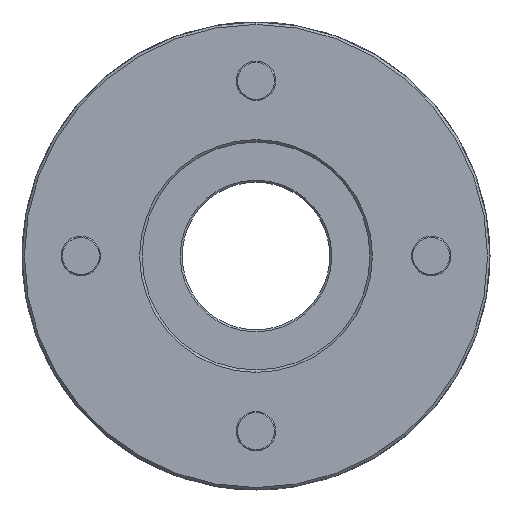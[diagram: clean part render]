
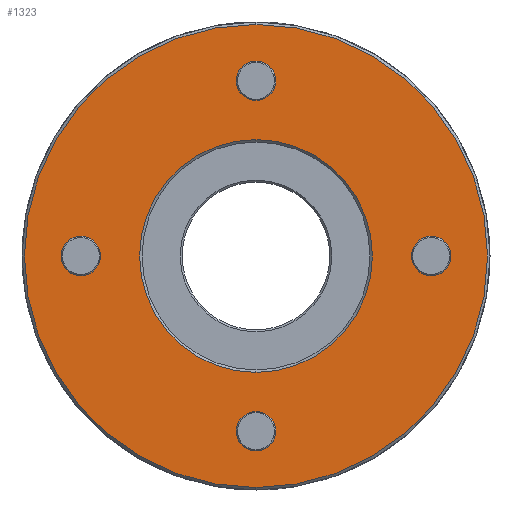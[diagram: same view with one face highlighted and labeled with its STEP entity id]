
A CAD part, left-side view. The second image highlights one B-rep face of the part: STEP entity #1323.
In plain terms, the highlighted planar face has unit normal (-1, 0, 0).
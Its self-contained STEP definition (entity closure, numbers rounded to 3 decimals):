
#263 = VERTEX_POINT ( 'NONE', #4790 ) ;
#264 = VERTEX_POINT ( 'NONE', #4797 ) ;
#600 = VERTEX_POINT ( 'NONE', #5006 ) ;
#601 = VERTEX_POINT ( 'NONE', #5007 ) ;
#604 = VERTEX_POINT ( 'NONE', #5010 ) ;
#605 = VERTEX_POINT ( 'NONE', #5011 ) ;
#608 = VERTEX_POINT ( 'NONE', #5014 ) ;
#609 = VERTEX_POINT ( 'NONE', #5015 ) ;
#614 = VERTEX_POINT ( 'NONE', #5020 ) ;
#615 = VERTEX_POINT ( 'NONE', #5021 ) ;
#620 = VERTEX_POINT ( 'NONE', #5026 ) ;
#621 = VERTEX_POINT ( 'NONE', #5027 ) ;
#1323 = ADVANCED_FACE ( 'NONE', ( #5588, #5596, #5598, #5600, #5590, #5592 ), #7157, .T. ) ;
#1561 = EDGE_CURVE ( 'NONE', #264, #263, #7571, .T. ) ;
#1574 = EDGE_CURVE ( 'NONE', #604, #605, #7583, .T. ) ;
#1577 = EDGE_CURVE ( 'NONE', #600, #601, #8542, .T. ) ;
#1578 = EDGE_CURVE ( 'NONE', #608, #609, #8544, .T. ) ;
#1590 = EDGE_CURVE ( 'NONE', #621, #620, #8562, .T. ) ;
#1596 = EDGE_CURVE ( 'NONE', #614, #615, #8571, .T. ) ;
#1602 = EDGE_CURVE ( 'NONE', #620, #621, #8580, .T. ) ;
#1609 = EDGE_CURVE ( 'NONE', #609, #608, #8586, .T. ) ;
#1610 = EDGE_CURVE ( 'NONE', #605, #604, #8587, .T. ) ;
#1611 = EDGE_CURVE ( 'NONE', #263, #264, #8588, .T. ) ;
#1612 = EDGE_CURVE ( 'NONE', #601, #600, #8589, .T. ) ;
#1613 = EDGE_CURVE ( 'NONE', #615, #614, #8590, .T. ) ;
#2396 = ORIENTED_EDGE ( 'NONE', *, *, #1611, .F. ) ;
#2397 = ORIENTED_EDGE ( 'NONE', *, *, #1561, .F. ) ;
#2398 = ORIENTED_EDGE ( 'NONE', *, *, #1612, .F. ) ;
#2399 = ORIENTED_EDGE ( 'NONE', *, *, #1577, .F. ) ;
#2400 = ORIENTED_EDGE ( 'NONE', *, *, #1610, .F. ) ;
#2401 = ORIENTED_EDGE ( 'NONE', *, *, #1574, .F. ) ;
#2402 = ORIENTED_EDGE ( 'NONE', *, *, #1609, .F. ) ;
#2403 = ORIENTED_EDGE ( 'NONE', *, *, #1578, .F. ) ;
#2404 = ORIENTED_EDGE ( 'NONE', *, *, #1590, .T. ) ;
#2405 = ORIENTED_EDGE ( 'NONE', *, *, #1602, .T. ) ;
#2406 = ORIENTED_EDGE ( 'NONE', *, *, #1613, .T. ) ;
#2407 = ORIENTED_EDGE ( 'NONE', *, *, #1596, .T. ) ;
#2567 = EDGE_LOOP ( 'NONE', ( #2396, #2397 ) ) ;
#2569 = EDGE_LOOP ( 'NONE', ( #2406, #2407 ) ) ;
#2570 = EDGE_LOOP ( 'NONE', ( #2398, #2399 ) ) ;
#2571 = EDGE_LOOP ( 'NONE', ( #2400, #2401 ) ) ;
#2572 = EDGE_LOOP ( 'NONE', ( #2402, #2403 ) ) ;
#2573 = EDGE_LOOP ( 'NONE', ( #2404, #2405 ) ) ;
#4790 = CARTESIAN_POINT ( 'NONE',  ( -63., 0., 39.563 ) ) ;
#4797 = CARTESIAN_POINT ( 'NONE',  ( -63., 0., 31.563 ) ) ;
#5006 = CARTESIAN_POINT ( 'NONE',  ( -63., -35.563, -4. ) ) ;
#5007 = CARTESIAN_POINT ( 'NONE',  ( -63., -35.563, 4. ) ) ;
#5010 = CARTESIAN_POINT ( 'NONE',  ( -63., 0., -39.563 ) ) ;
#5011 = CARTESIAN_POINT ( 'NONE',  ( -63., 0., -31.563 ) ) ;
#5014 = CARTESIAN_POINT ( 'NONE',  ( -63., 35.563, -4. ) ) ;
#5015 = CARTESIAN_POINT ( 'NONE',  ( -63., 35.563, 4. ) ) ;
#5020 = CARTESIAN_POINT ( 'NONE',  ( -63., 0., 47. ) ) ;
#5021 = CARTESIAN_POINT ( 'NONE',  ( -63., 0., -47. ) ) ;
#5026 = CARTESIAN_POINT ( 'NONE',  ( -63., 0., -23.625 ) ) ;
#5027 = CARTESIAN_POINT ( 'NONE',  ( -63., 0., 23.625 ) ) ;
#5588 = FACE_BOUND ( 'NONE', #2567, .T. ) ;
#5590 = FACE_BOUND ( 'NONE', #2573, .T. ) ;
#5592 = FACE_OUTER_BOUND ( 'NONE', #2569, .T. ) ;
#5596 = FACE_BOUND ( 'NONE', #2570, .T. ) ;
#5598 = FACE_BOUND ( 'NONE', #2571, .T. ) ;
#5600 = FACE_BOUND ( 'NONE', #2572, .T. ) ;
#6169 = AXIS2_PLACEMENT_3D ( 'NONE', #7153, #7160, #7161 ) ;
#6357 = AXIS2_PLACEMENT_3D ( 'NONE', #8206, #8211, #8212 ) ;
#6366 = AXIS2_PLACEMENT_3D ( 'NONE', #8263, #8271, #8272 ) ;
#6368 = AXIS2_PLACEMENT_3D ( 'NONE', #8281, #8282, #8283 ) ;
#6369 = AXIS2_PLACEMENT_3D ( 'NONE', #8276, #8279, #8280 ) ;
#6374 = AXIS2_PLACEMENT_3D ( 'NONE', #8309, #8310, #8311 ) ;
#6377 = AXIS2_PLACEMENT_3D ( 'NONE', #8324, #8325, #8326 ) ;
#6379 = AXIS2_PLACEMENT_3D ( 'NONE', #8339, #8341, #8342 ) ;
#6384 = AXIS2_PLACEMENT_3D ( 'NONE', #8351, #8359, #8360 ) ;
#6385 = AXIS2_PLACEMENT_3D ( 'NONE', #8355, #8362, #8363 ) ;
#6386 = AXIS2_PLACEMENT_3D ( 'NONE', #8358, #8365, #8366 ) ;
#6387 = AXIS2_PLACEMENT_3D ( 'NONE', #8361, #8368, #8369 ) ;
#6388 = AXIS2_PLACEMENT_3D ( 'NONE', #8364, #8371, #8372 ) ;
#7153 = CARTESIAN_POINT ( 'NONE',  ( -63., 0., 0. ) ) ;
#7157 = PLANE ( 'NONE',  #6169 ) ;
#7160 = DIRECTION ( 'NONE',  ( -1., 0., 0. ) ) ;
#7161 = DIRECTION ( 'NONE',  ( 0., 0., 1. ) ) ;
#7571 = CIRCLE ( 'NONE', #6357, 4. ) ;
#7583 = CIRCLE ( 'NONE', #6366, 4. ) ;
#8206 = CARTESIAN_POINT ( 'NONE',  ( -63., 0., 35.563 ) ) ;
#8211 = DIRECTION ( 'NONE',  ( -1., 0., 0. ) ) ;
#8212 = DIRECTION ( 'NONE',  ( 0., -1., 0. ) ) ;
#8263 = CARTESIAN_POINT ( 'NONE',  ( -63., 0., -35.563 ) ) ;
#8271 = DIRECTION ( 'NONE',  ( -1., 0., 0. ) ) ;
#8272 = DIRECTION ( 'NONE',  ( 0., 1., 0. ) ) ;
#8276 = CARTESIAN_POINT ( 'NONE',  ( -63., -35.563, 0. ) ) ;
#8279 = DIRECTION ( 'NONE',  ( -1., 0., 0. ) ) ;
#8280 = DIRECTION ( 'NONE',  ( 0., 0., -1. ) ) ;
#8281 = CARTESIAN_POINT ( 'NONE',  ( -63., 35.563, 0. ) ) ;
#8282 = DIRECTION ( 'NONE',  ( -1., 0., 0. ) ) ;
#8283 = DIRECTION ( 'NONE',  ( 0., 0., 1. ) ) ;
#8309 = CARTESIAN_POINT ( 'NONE',  ( -63., 0., 0. ) ) ;
#8310 = DIRECTION ( 'NONE',  ( 1., 0., 0. ) ) ;
#8311 = DIRECTION ( 'NONE',  ( 0., 0., 1. ) ) ;
#8324 = CARTESIAN_POINT ( 'NONE',  ( -63., 0., 0. ) ) ;
#8325 = DIRECTION ( 'NONE',  ( -1., 0., 0. ) ) ;
#8326 = DIRECTION ( 'NONE',  ( 0., 0., 1. ) ) ;
#8339 = CARTESIAN_POINT ( 'NONE',  ( -63., 0., 0. ) ) ;
#8341 = DIRECTION ( 'NONE',  ( 1., 0., 0. ) ) ;
#8342 = DIRECTION ( 'NONE',  ( 0., 0., 1. ) ) ;
#8351 = CARTESIAN_POINT ( 'NONE',  ( -63., 35.563, 0. ) ) ;
#8355 = CARTESIAN_POINT ( 'NONE',  ( -63., 0., -35.563 ) ) ;
#8358 = CARTESIAN_POINT ( 'NONE',  ( -63., 0., 35.563 ) ) ;
#8359 = DIRECTION ( 'NONE',  ( -1., 0., 0. ) ) ;
#8360 = DIRECTION ( 'NONE',  ( 0., 0., 1. ) ) ;
#8361 = CARTESIAN_POINT ( 'NONE',  ( -63., -35.563, 0. ) ) ;
#8362 = DIRECTION ( 'NONE',  ( -1., 0., 0. ) ) ;
#8363 = DIRECTION ( 'NONE',  ( 0., 1., 0. ) ) ;
#8364 = CARTESIAN_POINT ( 'NONE',  ( -63., 0., 0. ) ) ;
#8365 = DIRECTION ( 'NONE',  ( -1., 0., 0. ) ) ;
#8366 = DIRECTION ( 'NONE',  ( 0., -1., 0. ) ) ;
#8368 = DIRECTION ( 'NONE',  ( -1., 0., 0. ) ) ;
#8369 = DIRECTION ( 'NONE',  ( 0., 0., -1. ) ) ;
#8371 = DIRECTION ( 'NONE',  ( -1., 0., 0. ) ) ;
#8372 = DIRECTION ( 'NONE',  ( 0., 0., 1. ) ) ;
#8542 = CIRCLE ( 'NONE', #6369, 4. ) ;
#8544 = CIRCLE ( 'NONE', #6368, 4. ) ;
#8562 = CIRCLE ( 'NONE', #6374, 23.625 ) ;
#8571 = CIRCLE ( 'NONE', #6377, 47. ) ;
#8580 = CIRCLE ( 'NONE', #6379, 23.625 ) ;
#8586 = CIRCLE ( 'NONE', #6384, 4. ) ;
#8587 = CIRCLE ( 'NONE', #6385, 4. ) ;
#8588 = CIRCLE ( 'NONE', #6386, 4. ) ;
#8589 = CIRCLE ( 'NONE', #6387, 4. ) ;
#8590 = CIRCLE ( 'NONE', #6388, 47. ) ;
